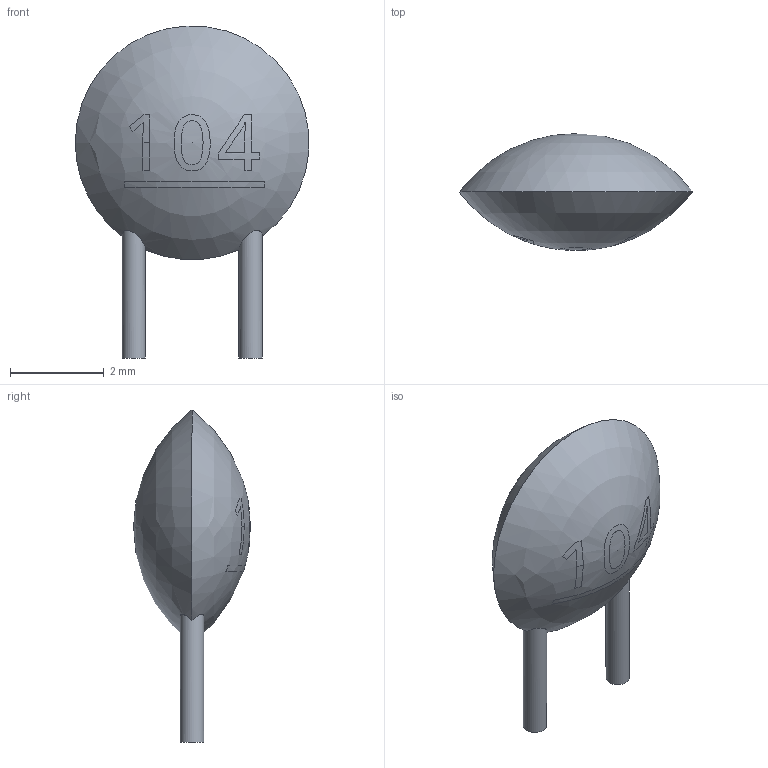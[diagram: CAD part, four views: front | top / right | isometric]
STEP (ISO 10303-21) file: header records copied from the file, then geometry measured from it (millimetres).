
FILE_DESCRIPTION(('FreeCAD Model'),'2;1');
FILE_NAME('C_Disc_D5_0mm_W2_5mm_P2_50mm_104.step','2020-08-24T20:30:28',('kicad StepUp'),('ksu MCAD'), 'Open CASCADE STEP processor 7.4','FreeCAD','Unknown');
FILE_SCHEMA(('AUTOMOTIVE_DESIGN { 1 0 10303 214 1 1 1 1 }'));
Length unit declared in the file: millimetre
Products named in the file (1): C_Disc_D5_0mm_W2_5mm_P2_50mm_104
Bounding box: 4.99 x 2.5 x 7.1 mm (x, y, z)
Volume: 27.6 mm3; surface area: 57 mm2
Topology: 1 solids, 1 shells, 13 faces, 69 edges, 59 vertices
Faces by surface type: sphere 9, plane 2, cylinder 2
Full cylindrical faces by diameter (mm): 0.5 x2
Entity records: 1142 total; most frequent: CARTESIAN_POINT 558, ORIENTED_EDGE 134, EDGE_CURVE 67, VERTEX_POINT 59, B_SPLINE_CURVE_WITH_KNOTS 54, DIRECTION 52, AXIS2_PLACEMENT_3D 25, FACE_BOUND 16
